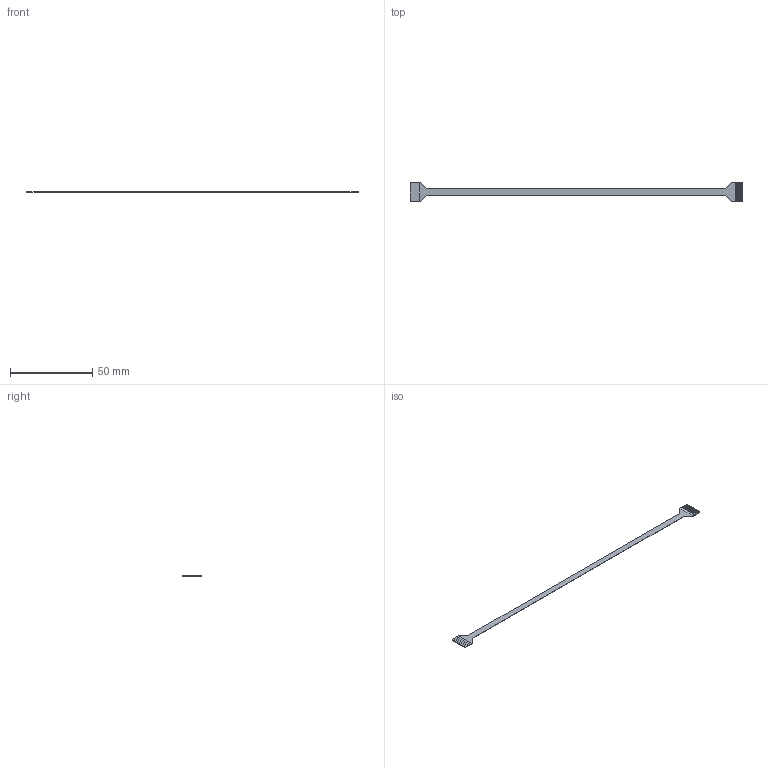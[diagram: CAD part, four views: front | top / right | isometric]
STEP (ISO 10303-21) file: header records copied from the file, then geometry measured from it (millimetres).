
FILE_DESCRIPTION(('Open CASCADE Model'),'2;1');
FILE_NAME('Open CASCADE Shape Model','2026-02-18T21:04:39',('Author'),( 'Open CASCADE'),'Open CASCADE STEP processor 7.7','Open CASCADE 7.7' ,'Unknown');
FILE_SCHEMA(('AUTOMOTIVE_DESIGN { 1 0 10303 214 1 1 1 1 }'));
Length unit declared in the file: millimetre
Products named in the file (2): 687.0812.N20
Assembly tree (1 placements, depth 2):
  687.0812.N20
    687.0812.N20
Bounding box: 202 x 11.5 x 0.55 mm (x, y, z)
Volume: 213.7 mm3; surface area: 2065.9 mm2
Topology: 23 solids, 23 shells, 264 faces, 588 edges, 392 vertices
Faces by surface type: plane 264
Entity records: 16794 total; most frequent: CARTESIAN_POINT 2422, DIRECTION 2296, LINE 1764, VECTOR 1764, ORIENTED_EDGE 1176, PCURVE 1176, DEFINITIONAL_REPRESENTATION 1176, EDGE_CURVE 588
